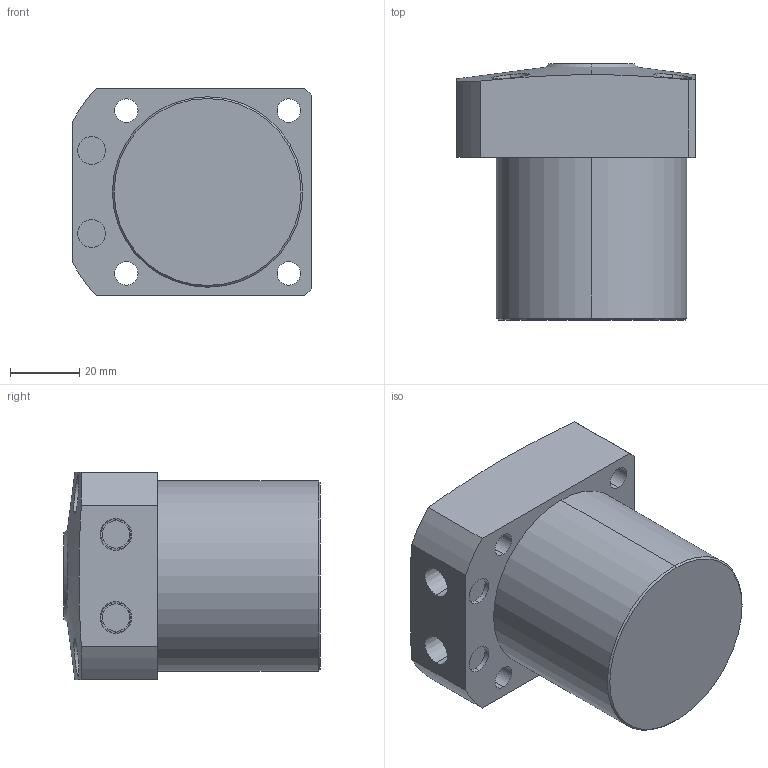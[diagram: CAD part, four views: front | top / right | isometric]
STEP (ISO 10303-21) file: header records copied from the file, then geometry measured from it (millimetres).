
FILE_DESCRIPTION (( 'STEP AP203' ), '1' );
FILE_NAME ('FP0550-G.STEP', '2019-09-24T03:26:17', ( '微软用户' ), ( '微软中国' ), 'SwSTEP 2.0', 'SolidWorks 2012', '' );
FILE_SCHEMA (( 'CONFIG_CONTROL_DESIGN' ));
Length unit declared in the file: millimetre
Products named in the file (1): FP0550-G
Bounding box: 69 x 74 x 60 mm (x, y, z)
Volume: 204597 mm3; surface area: 24812.8 mm2
Topology: 1 solids, 1 shells, 62 faces, 138 edges, 90 vertices
Faces by surface type: cylinder 30, plane 20, cone 12
Entity records: 2171 total; most frequent: CARTESIAN_POINT 659, DIRECTION 316, ORIENTED_EDGE 276, EDGE_CURVE 138, AXIS2_PLACEMENT_3D 131, VERTEX_POINT 90, EDGE_LOOP 82, CIRCLE 68
